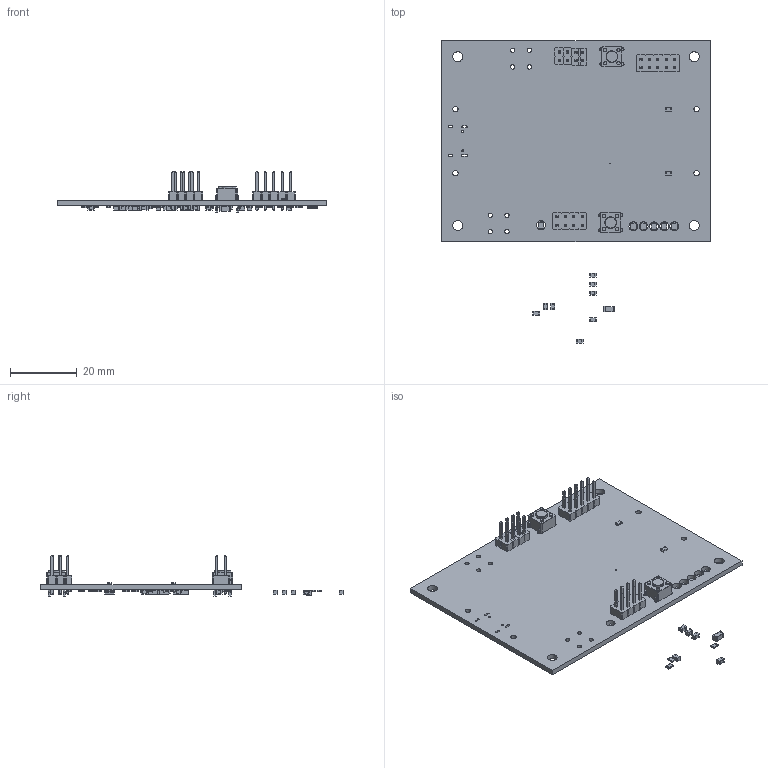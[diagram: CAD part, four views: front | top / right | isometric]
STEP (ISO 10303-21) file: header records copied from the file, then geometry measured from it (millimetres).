
FILE_DESCRIPTION(('KiCad electronic assembly'),'2;1');
FILE_NAME('LION2CELL02.step','2024-07-22T16:09:02',('Pcbnew'),('Kicad'), 'Open CASCADE STEP processor 7.6','KiCad to STEP converter','Unknown' );
FILE_SCHEMA(('AUTOMOTIVE_DESIGN { 1 0 10303 214 1 1 1 1 }'));
Length unit declared in the file: millimetre
Products named in the file (32): LION2CELL02 1; PinHeader_2x04_P2.54mm_Vertical; PinHeader_2x04_P254mm_Vertical; PinHeader_1x02_P2.54mm_Vertical; PinHeader_1x02_P254mm_Vertical; PinHeader_2x05_P2.54mm_Vertical; PinHeader_2x05_P254mm_Vertical; SW_PUSH_6mm_H4.3mm; SW_PUSH_6mm_h4.3mm; R_0805_2012Metric; C_0805_2012Metric; C_0603_1608Metric; LED_1206_3216Metric; L_1008_2520Metric; R_1206_3216Metric; QFN-32-1EP_4x4mm_P0.4mm_EP2.65x2.65mm; QFN-32-1EP_4x4mm_Pitch0.4mm; R_2512_6332Metric; C_1206_3216Metric; D_0805_2012Metric; D_0805; SOT-23; SOT_23; kibot_yv7eyf0a_PCB
Assembly tree (96 placements, depth 3):
  LION2CELL02 1
    PinHeader_2x04_P2.54mm_Vertical
      PinHeader_2x04_P254mm_Vertical
    PinHeader_1x02_P2.54mm_Vertical  x4
      PinHeader_1x02_P254mm_Vertical
    PinHeader_2x05_P2.54mm_Vertical
      PinHeader_2x05_P254mm_Vertical
    SW_PUSH_6mm_H4.3mm  x2
      SW_PUSH_6mm_h4.3mm
    R_0805_2012Metric  x29
      R_0805_2012Metric
    C_0805_2012Metric  x27
      C_0805_2012Metric
    C_0603_1608Metric  x2
      C_0603_1608Metric
    LED_1206_3216Metric  x6
      LED_1206_3216Metric
    L_1008_2520Metric
      L_1008_2520Metric
    R_1206_3216Metric
      R_1206_3216Metric
    QFN-32-1EP_4x4mm_P0.4mm_EP2.65x2.65mm  x2
      QFN-32-1EP_4x4mm_Pitch0.4mm
    R_2512_6332Metric
      R_2512_6332Metric
    C_1206_3216Metric
      C_1206_3216Metric
    D_0805_2012Metric
      D_0805
    SOT-23
      SOT_23
    kibot_yv7eyf0a_PCB
Bounding box: 80.77 x 91.05 x 12.04 mm (x, y, z)
Volume: 8634 mm3; surface area: 13001 mm2
Topology: 81 solids, 81 shells, 3386 faces, 8811 edges, 5722 vertices
Faces by surface type: plane 2448, cylinder 909, bspline 27, torus 2
Full cylindrical faces by diameter (mm): 0.2 x1, 0.5 x2, 0.65 x2, 0.889 x26, 1 x16, 1.3 x8, 1.6 x4, 2.7 x6, 3 x4, 3.5 x2
Entity records: 44429 total; most frequent: CARTESIAN_POINT 6453, ORIENTED_EDGE 6098, DIRECTION 6003, EDGE_CURVE 3049, LINE 2525, VECTOR 2525, VERTEX_POINT 1953, AXIS2_PLACEMENT_3D 1739
